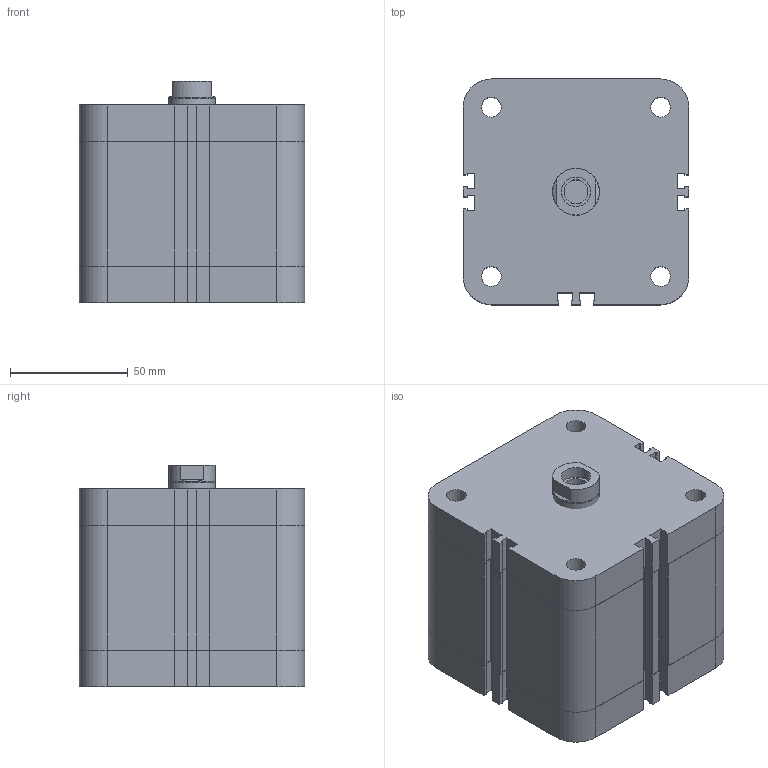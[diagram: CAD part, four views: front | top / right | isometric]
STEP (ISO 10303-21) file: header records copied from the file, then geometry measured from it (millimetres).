
FILE_DESCRIPTION((''),'2;1');
FILE_NAME('155#_80_0030_01_#-01.iam.stp','2011-03-29T08:30:21',(''),(''),'Autodesk Inventor 2011','Autodesk Inventor 2011','');
FILE_SCHEMA(('AUTOMOTIVE_DESIGN { 1 0 10303 214 1 1 1 1 }'));
Length unit declared in the file: millimetre
Products named in the file (5): 155#_80_0030_01_#-01; 1580_502; 1540_503_80_0030; 1540_504_80_0030; 1580_501
Assembly tree (4 placements, depth 2):
  155#_80_0030_01_#-01
    1580_502
    1540_503_80_0030
    1540_504_80_0030
    1580_501
Bounding box: 96 x 96 x 94 mm (x, y, z)
Volume: 591444.8 mm3; surface area: 121939.4 mm2
Topology: 4 solids, 4 shells, 269 faces, 764 edges, 511 vertices
Faces by surface type: plane 184, cylinder 84, cone 1
Full cylindrical faces by diameter (mm): 6 x2, 8.4 x12, 8.7 x2, 10 x1, 10.2 x1, 12 x1, 12.5 x1, 19.8 x1, 20 x1, 80 x2
Entity records: 8858 total; most frequent: CARTESIAN_POINT 1508, DIRECTION 1462, ORIENTED_EDGE 1458, EDGE_CURVE 729, VECTOR 552, LINE 552, VERTEX_POINT 501, AXIS2_PLACEMENT_3D 455
